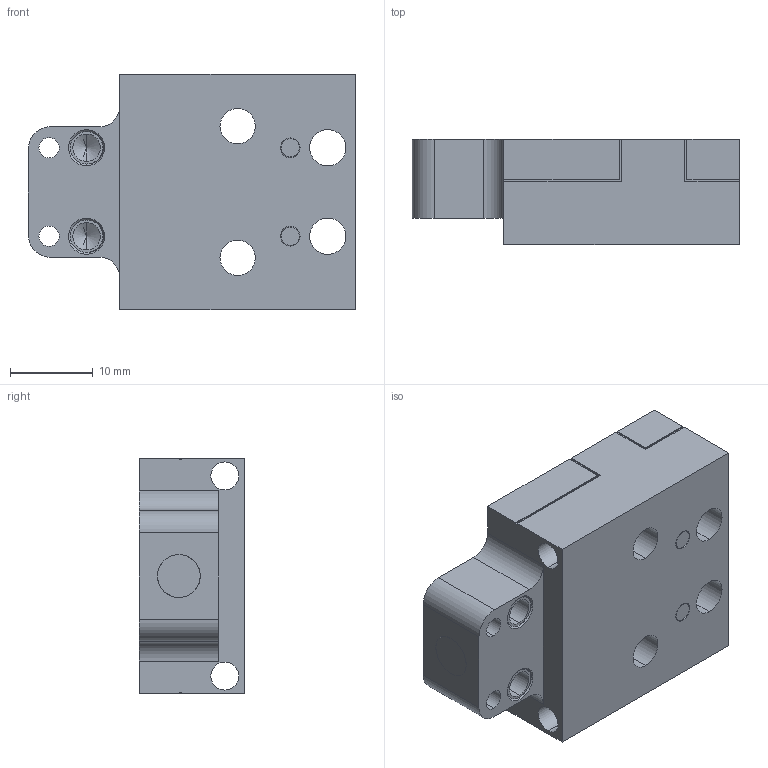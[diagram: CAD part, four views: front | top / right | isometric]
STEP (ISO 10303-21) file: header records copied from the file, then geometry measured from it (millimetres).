
FILE_DESCRIPTION (( 'STEP AP214' ), '1' );
FILE_NAME ('101000092551.STEP', '2025-11-04T07:19:34', ( 'Microsoft' ), ( 'Microsoft' ), 'SwSTEP 2.0', 'SolidWorks 2025', '' );
FILE_SCHEMA (( 'AUTOMOTIVE_DESIGN' ));
Length unit declared in the file: millimetre
Products named in the file (1): 101000092551
Bounding box: 39.45 x 12.7 x 28.45 mm (x, y, z)
Volume: 8028.6 mm3; surface area: 6048.4 mm2
Topology: 4 solids, 4 shells, 274 faces, 723 edges, 458 vertices
Faces by surface type: cylinder 165, plane 57, cone 32, bspline 10, torus 6, sphere 4
Entity records: 13470 total; most frequent: CARTESIAN_POINT 7175, ORIENTED_EDGE 1418, DIRECTION 1211, EDGE_CURVE 709, VERTEX_POINT 458, AXIS2_PLACEMENT_3D 450, EDGE_LOOP 313, VECTOR 311
